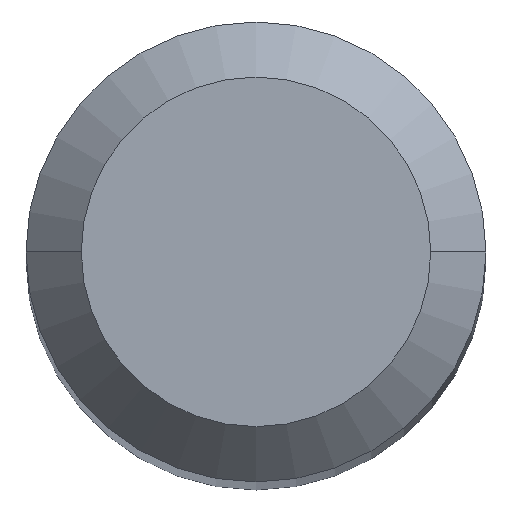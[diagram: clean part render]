
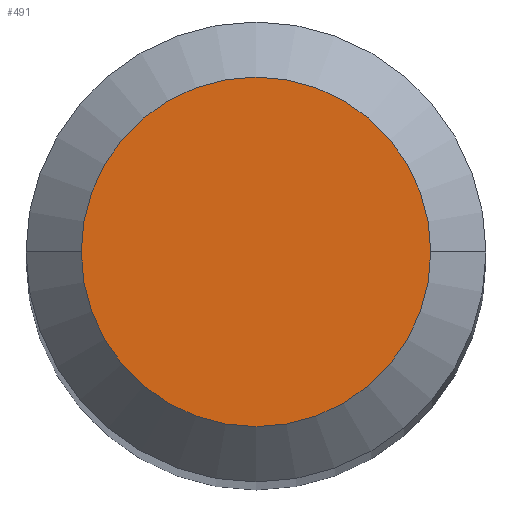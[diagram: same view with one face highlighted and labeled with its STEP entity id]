
A CAD part, top view. The second image highlights one B-rep face of the part: STEP entity #491.
In plain terms, the highlighted planar face has unit normal (0, 0, 1).
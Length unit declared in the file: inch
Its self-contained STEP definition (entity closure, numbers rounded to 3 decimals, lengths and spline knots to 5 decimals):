
#41 = VERTEX_POINT ( 'NONE', #145 ) ;
#58 = DIRECTION ( 'NONE',  ( 1., 0., 0. ) ) ;
#70 = AXIS2_PLACEMENT_3D ( 'NONE', #495, #508, #424 ) ;
#103 = AXIS2_PLACEMENT_3D ( 'NONE', #706, #202, #58 ) ;
#117 = DIRECTION ( 'NONE',  ( 0., 0., 1. ) ) ;
#138 = CIRCLE ( 'NONE', #581, 0.0475 ) ;
#145 = CARTESIAN_POINT ( 'NONE',  ( 0.0475, 0., 1.5 ) ) ;
#194 = CARTESIAN_POINT ( 'NONE',  ( 0., 0., 1.5 ) ) ;
#202 = DIRECTION ( 'NONE',  ( 0., 0., 1. ) ) ;
#217 = PLANE ( 'NONE',  #103 ) ;
#301 = FACE_OUTER_BOUND ( 'NONE', #1039, .T. ) ;
#310 = CIRCLE ( 'NONE', #70, 0.0475 ) ;
#394 = EDGE_CURVE ( 'NONE', #41, #563, #138, .T. ) ;
#424 = DIRECTION ( 'NONE',  ( 1., 0., 0. ) ) ;
#428 = DIRECTION ( 'NONE',  ( 1., 0., 0. ) ) ;
#455 = EDGE_CURVE ( 'NONE', #563, #41, #310, .T. ) ;
#491 = ADVANCED_FACE ( 'NONE', ( #301 ), #217, .T. ) ;
#495 = CARTESIAN_POINT ( 'NONE',  ( 0., 0., 1.5 ) ) ;
#508 = DIRECTION ( 'NONE',  ( 0., 0., 1. ) ) ;
#563 = VERTEX_POINT ( 'NONE', #953 ) ;
#567 = ORIENTED_EDGE ( 'NONE', *, *, #455, .T. ) ;
#581 = AXIS2_PLACEMENT_3D ( 'NONE', #194, #117, #428 ) ;
#672 = ORIENTED_EDGE ( 'NONE', *, *, #394, .T. ) ;
#706 = CARTESIAN_POINT ( 'NONE',  ( 0., 0., 1.5 ) ) ;
#953 = CARTESIAN_POINT ( 'NONE',  ( -0.0475, 0., 1.5 ) ) ;
#1039 = EDGE_LOOP ( 'NONE', ( #567, #672 ) ) ;
